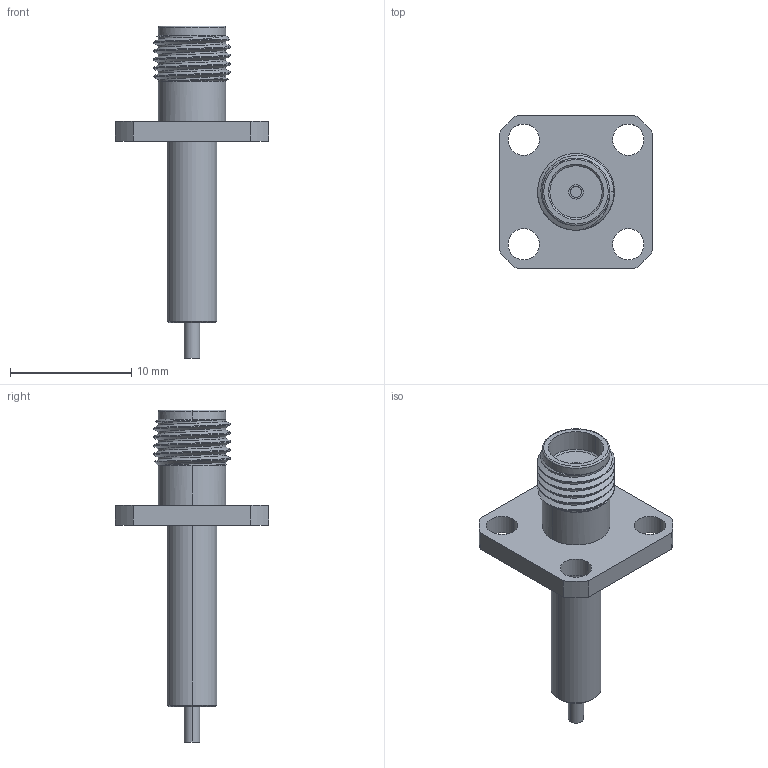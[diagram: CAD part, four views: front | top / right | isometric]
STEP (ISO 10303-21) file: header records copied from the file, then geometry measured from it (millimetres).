
FILE_DESCRIPTION (( 'STEP AP214' ), '1' );
FILE_NAME ('SC3730_3D.step', '2024-04-18T22:59:12', ( '' ), ( '' ), 'SwSTEP 2.0', 'SolidWorks 2022', '' );
FILE_SCHEMA (( 'AUTOMOTIVE_DESIGN' ));
Length unit declared in the file: inch
Products named in the file (1): SC3730_3D
Bounding box: 12.7 x 12.7 x 27.43 mm (x, y, z)
Volume: 597.6 mm3; surface area: 858 mm2
Topology: 2 solids, 2 shells, 66 faces, 158 edges, 101 vertices
Faces by surface type: cylinder 38, plane 13, cone 10, bspline 3, torus 2
Entity records: 3764 total; most frequent: CARTESIAN_POINT 2127, ORIENTED_EDGE 316, DIRECTION 311, EDGE_CURVE 158, AXIS2_PLACEMENT_3D 127, VERTEX_POINT 101, EDGE_LOOP 81, FACE_OUTER_BOUND 66
